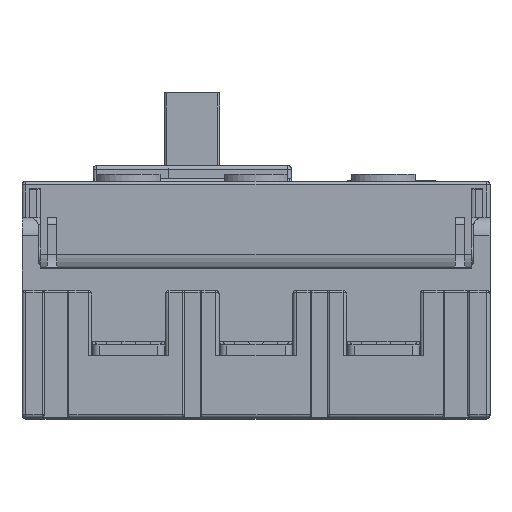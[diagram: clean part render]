
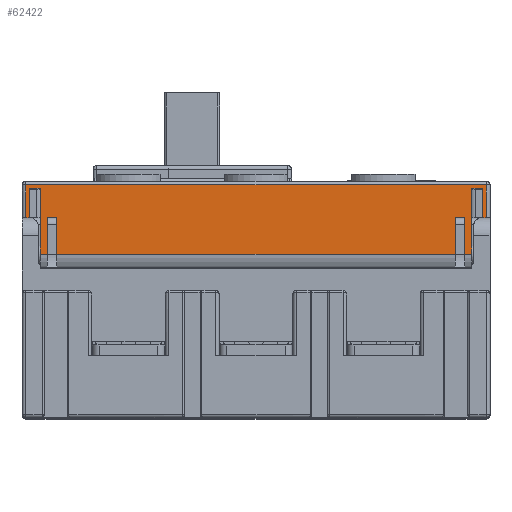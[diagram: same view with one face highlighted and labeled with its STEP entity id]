
A CAD part, top view. The second image highlights one B-rep face of the part: STEP entity #62422.
In plain terms, the highlighted planar face has unit normal (0, 0, 1).
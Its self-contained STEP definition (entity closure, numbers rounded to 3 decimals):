
#59818=DIRECTION('',(1.,0.,0.));
#59819=VECTOR('',#59818,1.);
#59820=CARTESIAN_POINT('',(62.25,0.,50.));
#59821=LINE('',#59820,#59819);
#59896=DIRECTION('',(1.,0.,0.));
#59897=VECTOR('',#59896,1.);
#59898=CARTESIAN_POINT('',(-63.25,0.,50.));
#59899=LINE('',#59898,#59897);
#60209=DIRECTION('',(-1.,0.,0.));
#60210=VECTOR('',#60209,2.);
#60211=CARTESIAN_POINT('',(59.25,-10.,50.));
#60212=LINE('',#60211,#60210);
#60213=DIRECTION('',(0.,1.,0.));
#60214=VECTOR('',#60213,10.);
#60215=CARTESIAN_POINT('',(57.25,-10.,50.));
#60216=LINE('',#60215,#60214);
#60217=DIRECTION('',(-1.,0.,0.));
#60218=VECTOR('',#60217,2.5);
#60219=CARTESIAN_POINT('',(57.25,0.,50.));
#60220=LINE('',#60219,#60218);
#60221=DIRECTION('',(0.,1.,0.));
#60222=VECTOR('',#60221,10.);
#60223=CARTESIAN_POINT('',(54.75,-10.,50.));
#60224=LINE('',#60223,#60222);
#60225=DIRECTION('',(-1.,0.,0.));
#60226=VECTOR('',#60225,109.5);
#60227=CARTESIAN_POINT('',(54.75,-10.,50.));
#60228=LINE('',#60227,#60226);
#60229=DIRECTION('',(0.,1.,0.));
#60230=VECTOR('',#60229,10.);
#60231=CARTESIAN_POINT('',(-54.75,-10.,50.));
#60232=LINE('',#60231,#60230);
#60233=DIRECTION('',(-1.,0.,0.));
#60234=VECTOR('',#60233,2.5);
#60235=CARTESIAN_POINT('',(-54.75,0.,50.));
#60236=LINE('',#60235,#60234);
#60237=DIRECTION('',(0.,1.,0.));
#60238=VECTOR('',#60237,10.);
#60239=CARTESIAN_POINT('',(-57.25,-10.,50.));
#60240=LINE('',#60239,#60238);
#60241=DIRECTION('',(-1.,0.,0.));
#60242=VECTOR('',#60241,2.);
#60243=CARTESIAN_POINT('',(-57.25,-10.,50.));
#60244=LINE('',#60243,#60242);
#60245=DIRECTION('',(-1.,0.,0.));
#60246=VECTOR('',#60245,3.);
#60247=CARTESIAN_POINT('',(-59.25,8.,50.));
#60248=LINE('',#60247,#60246);
#60249=DIRECTION('',(0.,-1.,0.));
#60250=VECTOR('',#60249,8.);
#60251=CARTESIAN_POINT('',(-62.25,8.,50.));
#60252=LINE('',#60251,#60250);
#60253=DIRECTION('',(0.,1.,0.));
#60254=VECTOR('',#60253,9.);
#60255=CARTESIAN_POINT('',(-63.25,0.,50.));
#60256=LINE('',#60255,#60254);
#60257=DIRECTION('',(1.,0.,0.));
#60258=VECTOR('',#60257,126.5);
#60259=CARTESIAN_POINT('',(-63.25,9.,50.));
#60260=LINE('',#60259,#60258);
#60261=DIRECTION('',(0.,1.,0.));
#60262=VECTOR('',#60261,9.);
#60263=CARTESIAN_POINT('',(63.25,0.,50.));
#60264=LINE('',#60263,#60262);
#60265=DIRECTION('',(0.,1.,0.));
#60266=VECTOR('',#60265,8.);
#60267=CARTESIAN_POINT('',(62.25,0.,50.));
#60268=LINE('',#60267,#60266);
#60269=DIRECTION('',(-1.,0.,0.));
#60270=VECTOR('',#60269,3.);
#60271=CARTESIAN_POINT('',(62.25,8.,50.));
#60272=LINE('',#60271,#60270);
#60283=DIRECTION('',(0.,1.,0.));
#60284=VECTOR('',#60283,18.);
#60285=CARTESIAN_POINT('',(59.25,-10.,50.));
#60286=LINE('',#60285,#60284);
#60454=DIRECTION('',(0.,-1.,0.));
#60455=VECTOR('',#60454,18.);
#60456=CARTESIAN_POINT('',(-59.25,8.,50.));
#60457=LINE('',#60456,#60455);
#61404=CARTESIAN_POINT('',(-59.25,-10.,50.));
#61406=VERTEX_POINT('',#61404);
#61414=CARTESIAN_POINT('',(59.25,-10.,50.));
#61416=VERTEX_POINT('',#61414);
#61660=CARTESIAN_POINT('',(-63.25,9.,50.));
#61662=VERTEX_POINT('',#61660);
#61670=CARTESIAN_POINT('',(63.25,9.,50.));
#61671=VERTEX_POINT('',#61670);
#61673=CARTESIAN_POINT('',(-63.25,0.,50.));
#61675=VERTEX_POINT('',#61673);
#61676=CARTESIAN_POINT('',(63.25,0.,50.));
#61678=VERTEX_POINT('',#61676);
#61704=CARTESIAN_POINT('',(-57.25,-10.,50.));
#61705=CARTESIAN_POINT('',(-57.25,0.,50.));
#61706=VERTEX_POINT('',#61704);
#61707=VERTEX_POINT('',#61705);
#61708=CARTESIAN_POINT('',(-54.75,-10.,50.));
#61709=CARTESIAN_POINT('',(-54.75,0.,50.));
#61710=VERTEX_POINT('',#61708);
#61711=VERTEX_POINT('',#61709);
#61712=CARTESIAN_POINT('',(57.25,0.,50.));
#61713=CARTESIAN_POINT('',(54.75,0.,50.));
#61714=VERTEX_POINT('',#61712);
#61715=VERTEX_POINT('',#61713);
#61716=CARTESIAN_POINT('',(54.75,-10.,50.));
#61717=VERTEX_POINT('',#61716);
#61718=CARTESIAN_POINT('',(57.25,-10.,50.));
#61719=VERTEX_POINT('',#61718);
#61788=CARTESIAN_POINT('',(62.25,0.,50.));
#61789=CARTESIAN_POINT('',(62.25,8.,50.));
#61790=VERTEX_POINT('',#61788);
#61791=VERTEX_POINT('',#61789);
#61792=CARTESIAN_POINT('',(59.25,8.,50.));
#61793=VERTEX_POINT('',#61792);
#61794=CARTESIAN_POINT('',(-59.25,8.,50.));
#61795=CARTESIAN_POINT('',(-62.25,8.,50.));
#61796=VERTEX_POINT('',#61794);
#61797=VERTEX_POINT('',#61795);
#61798=CARTESIAN_POINT('',(-62.25,0.,50.));
#61799=VERTEX_POINT('',#61798);
#62385=CARTESIAN_POINT('',(-64.25,0.,50.));
#62386=DIRECTION('',(0.,0.,1.));
#62387=DIRECTION('',(1.,0.,0.));
#62388=AXIS2_PLACEMENT_3D('',#62385,#62386,#62387);
#62389=PLANE('',#62388);
#62391=ORIENTED_EDGE('',*,*,#62390,.F.);
#62392=ORIENTED_EDGE('',*,*,#62302,.T.);
#62394=ORIENTED_EDGE('',*,*,#62393,.T.);
#62396=ORIENTED_EDGE('',*,*,#62395,.T.);
#62398=ORIENTED_EDGE('',*,*,#62397,.F.);
#62399=ORIENTED_EDGE('',*,*,#62322,.T.);
#62401=ORIENTED_EDGE('',*,*,#62400,.T.);
#62403=ORIENTED_EDGE('',*,*,#62402,.T.);
#62404=ORIENTED_EDGE('',*,*,#62372,.F.);
#62405=ORIENTED_EDGE('',*,*,#62290,.T.);
#62407=ORIENTED_EDGE('',*,*,#62406,.F.);
#62408=ORIENTED_EDGE('',*,*,#62159,.T.);
#62410=ORIENTED_EDGE('',*,*,#62409,.T.);
#62411=ORIENTED_EDGE('',*,*,#62013,.F.);
#62413=ORIENTED_EDGE('',*,*,#62412,.T.);
#62414=ORIENTED_EDGE('',*,*,#61881,.T.);
#62416=ORIENTED_EDGE('',*,*,#62415,.F.);
#62417=ORIENTED_EDGE('',*,*,#61974,.F.);
#62418=ORIENTED_EDGE('',*,*,#62068,.T.);
#62419=ORIENTED_EDGE('',*,*,#62191,.T.);
#62420=EDGE_LOOP('',(#62391,#62392,#62394,#62396,#62398,#62399,#62401,#62403,
#62404,#62405,#62407,#62408,#62410,#62411,#62413,#62414,#62416,#62417,#62418,
#62419));
#62421=FACE_OUTER_BOUND('',#62420,.F.);
#62422=ADVANCED_FACE('',(#62421),#62389,.T.);
#61881=EDGE_CURVE('',#61662,#61671,#60260,.T.);
#61974=EDGE_CURVE('',#61790,#61678,#59821,.T.);
#62013=EDGE_CURVE('',#61675,#61799,#59899,.T.);
#62068=EDGE_CURVE('',#61790,#61791,#60268,.T.);
#62159=EDGE_CURVE('',#61796,#61797,#60248,.T.);
#62191=EDGE_CURVE('',#61791,#61793,#60272,.T.);
#62290=EDGE_CURVE('',#61706,#61406,#60244,.T.);
#62302=EDGE_CURVE('',#61416,#61719,#60212,.T.);
#62322=EDGE_CURVE('',#61717,#61710,#60228,.T.);
#62372=EDGE_CURVE('',#61706,#61707,#60240,.T.);
#62390=EDGE_CURVE('',#61416,#61793,#60286,.T.);
#62393=EDGE_CURVE('',#61719,#61714,#60216,.T.);
#62395=EDGE_CURVE('',#61714,#61715,#60220,.T.);
#62397=EDGE_CURVE('',#61717,#61715,#60224,.T.);
#62400=EDGE_CURVE('',#61710,#61711,#60232,.T.);
#62402=EDGE_CURVE('',#61711,#61707,#60236,.T.);
#62406=EDGE_CURVE('',#61796,#61406,#60457,.T.);
#62409=EDGE_CURVE('',#61797,#61799,#60252,.T.);
#62412=EDGE_CURVE('',#61675,#61662,#60256,.T.);
#62415=EDGE_CURVE('',#61678,#61671,#60264,.T.);
